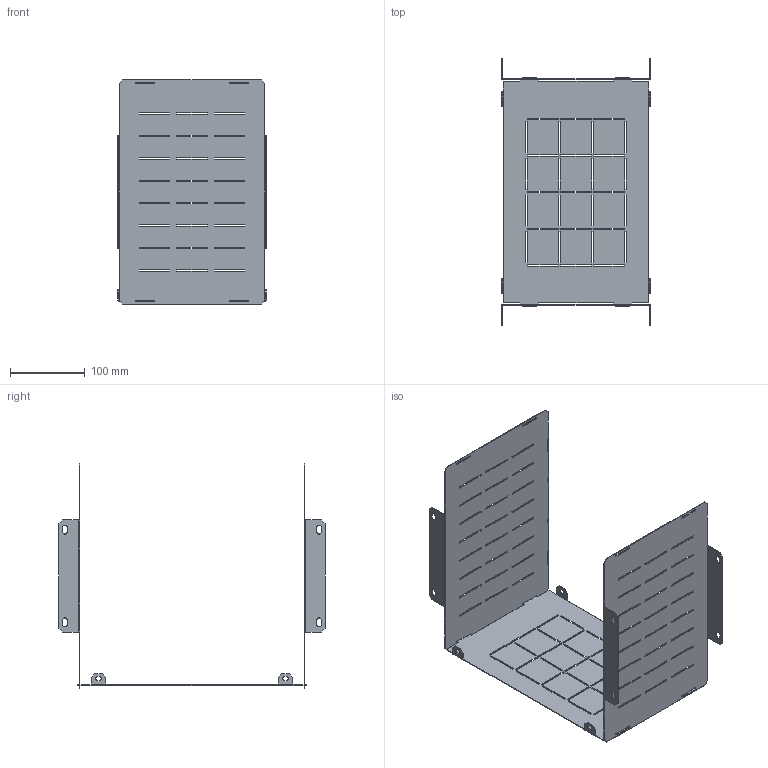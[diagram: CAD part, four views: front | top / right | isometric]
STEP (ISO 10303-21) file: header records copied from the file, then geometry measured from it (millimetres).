
FILE_DESCRIPTION (( 'STEP AP203' ), '1' );
FILE_NAME ('MA1.800.030403.01.00 Ïåðåãîðîäêè äëÿ ñáîðêè ãîðèçîíòàëüíûõ øèí Ø300 Ã400 EKF AleSta AleSta-PCHB34.STEP', '2024-06-06T07:21:29', ( '' ), ( '' ), 'SwSTEP 2.0', 'SolidWorks 2021', '' );
FILE_SCHEMA (( 'CONFIG_CONTROL_DESIGN' ));
Length unit declared in the file: millimetre
Products named in the file (3): MA1.800.030403.01.00 Ïåðåãîðîäêè äëÿ ñáîðêè ãîðèçîíòàëüíûõ øèí Ø300 Ã400 EKF AleSta AleSta-PCHB34; MA1.800.060603.01.02 ôðîíòàëüíàÿ ÷àñòü_˜=300; MA1.800.060603.01.01 ãîðèçîíòàëüíàÿ ÷àñòü_ƒ =400
Assembly tree (3 placements, depth 2):
  MA1.800.030403.01.00 Ïåðåãîðîäêè äëÿ ñáîðêè ãîðèçîíòàëüíûõ øèí Ø300 Ã400 EKF AleSta AleSta-PCHB34
    MA1.800.060603.01.01 ãîðèçîíòàëüíàÿ ÷àñòü_ƒ =400
    MA1.800.060603.01.02 ôðîíòàëüíàÿ ÷àñòü_˜=300  x2
Bounding box: 199 x 356.01 x 300 mm (x, y, z)
Volume: 184062.9 mm3; surface area: 380309.5 mm2
Topology: 3 solids, 3 shells, 622 faces, 1784 edges, 1168 vertices
Faces by surface type: plane 582, cylinder 40
Entity records: 14361 total; most frequent: CARTESIAN_POINT 2458, ORIENTED_EDGE 2448, DIRECTION 2196, EDGE_CURVE 1224, VECTOR 1120, LINE 1120, VERTEX_POINT 800, EDGE_LOOP 586
